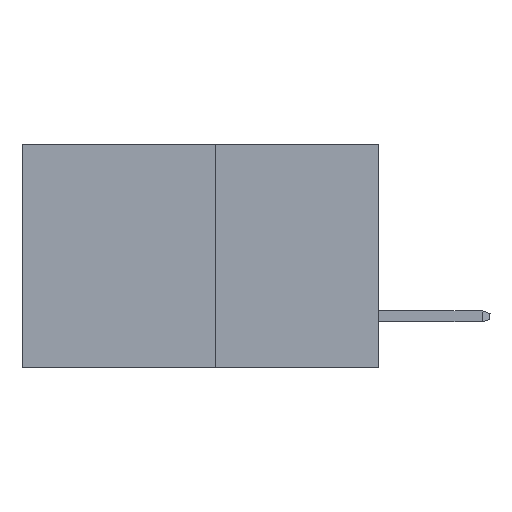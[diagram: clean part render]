
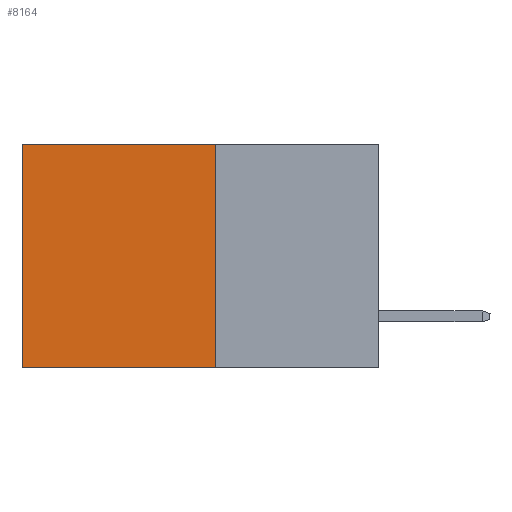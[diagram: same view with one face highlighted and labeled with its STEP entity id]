
A CAD part, left-side view. The second image highlights one B-rep face of the part: STEP entity #8164.
In plain terms, the highlighted planar face has unit normal (-1, 0, 0).
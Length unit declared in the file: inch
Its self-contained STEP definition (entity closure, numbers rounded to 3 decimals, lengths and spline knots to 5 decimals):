
#109 = ORIENTED_EDGE ( 'NONE', *, *, #4477, .T. ) ;
#119 = ORIENTED_EDGE ( 'NONE', *, *, #732, .F. ) ;
#129 = ORIENTED_EDGE ( 'NONE', *, *, #10030, .F. ) ;
#168 = ORIENTED_EDGE ( 'NONE', *, *, #6424, .T. ) ;
#664 = VERTEX_POINT ( 'NONE', #6810 ) ;
#732 = EDGE_CURVE ( 'NONE', #664, #4009, #11098, .T. ) ;
#774 = VERTEX_POINT ( 'NONE', #8982 ) ;
#917 = PLANE ( 'NONE',  #9337 ) ;
#1816 = CARTESIAN_POINT ( 'NONE',  ( 0.277, 0.59, -0.37 ) ) ;
#1920 = DIRECTION ( 'NONE',  ( 1., 0., 0. ) ) ;
#2509 = CARTESIAN_POINT ( 'NONE',  ( 0.277, 0.27, 0. ) ) ;
#2838 = LINE ( 'NONE', #11315, #9673 ) ;
#3632 = LINE ( 'NONE', #5496, #10929 ) ;
#3815 = CARTESIAN_POINT ( 'NONE',  ( 0.277, 0.27, -0.37 ) ) ;
#4009 = VERTEX_POINT ( 'NONE', #4043 ) ;
#4043 = CARTESIAN_POINT ( 'NONE',  ( 0.277, 0.59, -0.37 ) ) ;
#4224 = CARTESIAN_POINT ( 'NONE',  ( 0.277, 0.27, -0.37 ) ) ;
#4306 = VERTEX_POINT ( 'NONE', #2509 ) ;
#4360 = DIRECTION ( 'NONE',  ( 0., 1., 0. ) ) ;
#4477 = EDGE_CURVE ( 'NONE', #774, #4009, #10255, .T. ) ;
#5496 = CARTESIAN_POINT ( 'NONE',  ( 0.277, 0.27, -0.37 ) ) ;
#6378 = DIRECTION ( 'NONE',  ( 0., 0., -1. ) ) ;
#6424 = EDGE_CURVE ( 'NONE', #4306, #774, #2838, .T. ) ;
#6810 = CARTESIAN_POINT ( 'NONE',  ( 0.277, 0.27, -0.37 ) ) ;
#7587 = VECTOR ( 'NONE', #6378, 39.37008 ) ;
#7955 = DIRECTION ( 'NONE',  ( 0., 1., 0. ) ) ;
#8164 = ADVANCED_FACE ( 'NONE', ( #10740 ), #917, .F. ) ;
#8238 = DIRECTION ( 'NONE',  ( 0., 0., -1. ) ) ;
#8982 = CARTESIAN_POINT ( 'NONE',  ( 0.277, 0.59, 0. ) ) ;
#9337 = AXIS2_PLACEMENT_3D ( 'NONE', #3815, #1920, #8238 ) ;
#9673 = VECTOR ( 'NONE', #4360, 39.37008 ) ;
#10030 = EDGE_CURVE ( 'NONE', #4306, #664, #3632, .T. ) ;
#10255 = LINE ( 'NONE', #1816, #7587 ) ;
#10740 = FACE_OUTER_BOUND ( 'NONE', #11028, .T. ) ;
#10847 = VECTOR ( 'NONE', #7955, 39.37008 ) ;
#10929 = VECTOR ( 'NONE', #11602, 39.37008 ) ;
#11028 = EDGE_LOOP ( 'NONE', ( #109, #119, #129, #168 ) ) ;
#11098 = LINE ( 'NONE', #4224, #10847 ) ;
#11315 = CARTESIAN_POINT ( 'NONE',  ( 0.277, 0.27, 0. ) ) ;
#11602 = DIRECTION ( 'NONE',  ( 0., 0., -1. ) ) ;
